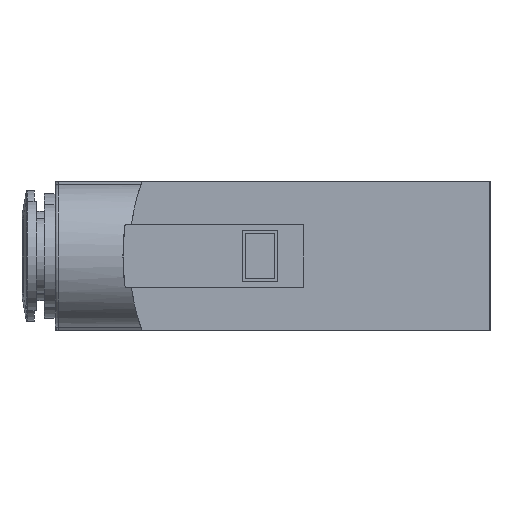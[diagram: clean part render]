
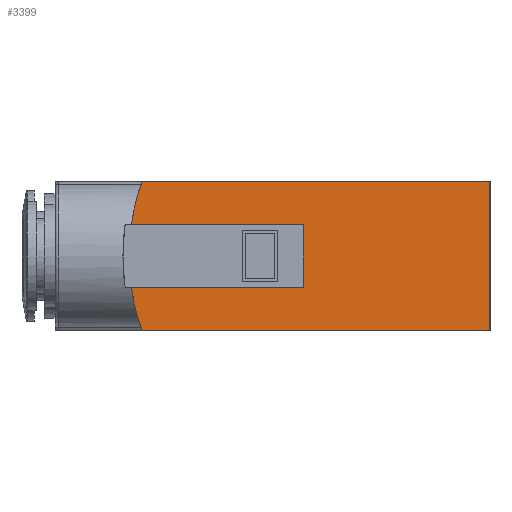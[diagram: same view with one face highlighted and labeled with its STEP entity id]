
A CAD part, left-side view. The second image highlights one B-rep face of the part: STEP entity #3399.
In plain terms, the highlighted planar face has unit normal (-1, 0, 0).
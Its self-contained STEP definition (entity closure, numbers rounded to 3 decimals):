
#51=PLANE('',#3577);
#202=LINE('',#4609,#392);
#203=LINE('',#4611,#393);
#204=LINE('',#4613,#394);
#205=LINE('',#4617,#395);
#206=LINE('',#4619,#396);
#207=LINE('',#4621,#397);
#392=VECTOR('',#3909,1000.);
#393=VECTOR('',#3910,1000.);
#394=VECTOR('',#3911,1000.);
#395=VECTOR('',#3914,1000.);
#396=VECTOR('',#3915,1000.);
#397=VECTOR('',#3916,1000.);
#651=ORIENTED_EDGE('',*,*,#1256,.F.);
#652=ORIENTED_EDGE('',*,*,#1257,.T.);
#653=ORIENTED_EDGE('',*,*,#1258,.T.);
#654=ORIENTED_EDGE('',*,*,#1259,.T.);
#655=ORIENTED_EDGE('',*,*,#1260,.F.);
#656=ORIENTED_EDGE('',*,*,#1261,.F.);
#657=ORIENTED_EDGE('',*,*,#1262,.F.);
#658=ORIENTED_EDGE('',*,*,#1263,.F.);
#1256=EDGE_CURVE('',#1569,#1570,#1777,.T.);
#1257=EDGE_CURVE('',#1569,#1571,#202,.T.);
#1258=EDGE_CURVE('',#1571,#1572,#203,.T.);
#1259=EDGE_CURVE('',#1572,#1573,#204,.T.);
#1260=EDGE_CURVE('',#1574,#1573,#1778,.T.);
#1261=EDGE_CURVE('',#1575,#1574,#205,.T.);
#1262=EDGE_CURVE('',#1576,#1575,#206,.T.);
#1263=EDGE_CURVE('',#1570,#1576,#207,.T.);
#1569=VERTEX_POINT('',#4607);
#1570=VERTEX_POINT('',#4608);
#1571=VERTEX_POINT('',#4610);
#1572=VERTEX_POINT('',#4612);
#1573=VERTEX_POINT('',#4614);
#1574=VERTEX_POINT('',#4616);
#1575=VERTEX_POINT('',#4618);
#1576=VERTEX_POINT('',#4620);
#1777=CIRCLE('',#3578,36.);
#1778=CIRCLE('',#3579,36.);
#1890=EDGE_LOOP('',(#651,#652,#653,#654,#655,#656,#657,#658));
#2100=FACE_BOUND('',#1890,.T.);
#3399=ADVANCED_FACE('',(#2100),#51,.F.);
#3577=AXIS2_PLACEMENT_3D('',#4605,#3905,#3906);
#3578=AXIS2_PLACEMENT_3D('',#4606,#3907,#3908);
#3579=AXIS2_PLACEMENT_3D('',#4615,#3912,#3913);
#3905=DIRECTION('',(1.,0.,0.));
#3906=DIRECTION('',(0.,0.,-1.));
#3907=DIRECTION('',(1.,0.,0.));
#3908=DIRECTION('',(0.,0.,-1.));
#3909=DIRECTION('',(0.,-1.,0.));
#3910=DIRECTION('',(0.,0.,-1.));
#3911=DIRECTION('',(0.,1.,0.));
#3912=DIRECTION('',(1.,0.,0.));
#3913=DIRECTION('',(0.,0.,-1.));
#3914=DIRECTION('',(0.,1.,0.));
#3915=DIRECTION('',(0.,0.,-1.));
#3916=DIRECTION('',(0.,-1.,0.));
#4605=CARTESIAN_POINT('',(-63.9,21.9,0.));
#4606=CARTESIAN_POINT('',(-63.9,21.9,0.));
#4607=CARTESIAN_POINT('',(-63.9,57.551,5.));
#4608=CARTESIAN_POINT('',(-63.9,55.841,12.));
#4609=CARTESIAN_POINT('',(-63.9,58.551,5.));
#4610=CARTESIAN_POINT('',(-63.9,30.,5.));
#4611=CARTESIAN_POINT('',(-63.9,30.,5.));
#4612=CARTESIAN_POINT('',(-63.9,30.,-5.));
#4613=CARTESIAN_POINT('',(-63.9,30.,-5.));
#4614=CARTESIAN_POINT('',(-63.9,57.551,-5.));
#4615=CARTESIAN_POINT('',(-63.9,21.9,0.));
#4616=CARTESIAN_POINT('',(-63.9,55.841,-12.));
#4617=CARTESIAN_POINT('',(-63.9,0.,-12.));
#4618=CARTESIAN_POINT('',(-63.9,0.,-12.));
#4619=CARTESIAN_POINT('',(-63.9,0.,12.));
#4620=CARTESIAN_POINT('',(-63.9,0.,12.));
#4621=CARTESIAN_POINT('',(-63.9,55.841,12.));
